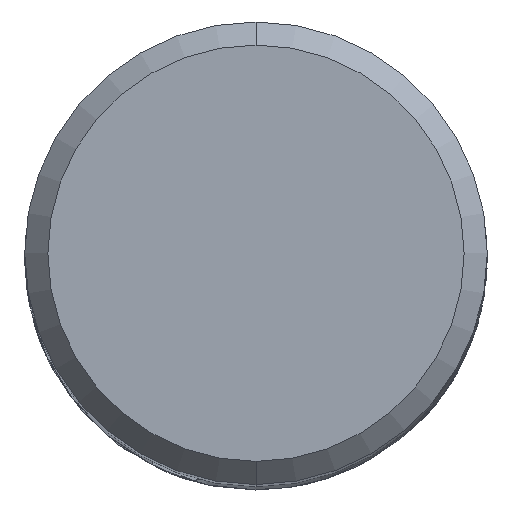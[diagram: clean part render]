
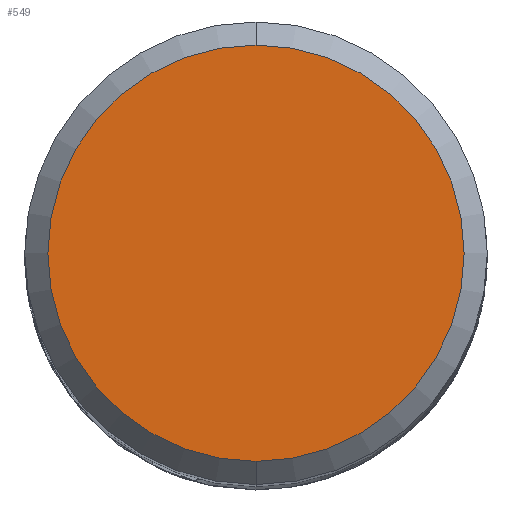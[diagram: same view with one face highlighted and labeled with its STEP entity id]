
A CAD part, top view. The second image highlights one B-rep face of the part: STEP entity #549.
In plain terms, the highlighted planar face has unit normal (0, 0, 1).
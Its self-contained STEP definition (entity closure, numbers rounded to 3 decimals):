
#549=ADVANCED_FACE('',(#1474),#1475,.T.);
#587=EDGE_CURVE('',#991,#943,#1517,.T.);
#943=VERTEX_POINT('',#1901);
#991=VERTEX_POINT('',#1951);
#1231=EDGE_CURVE('',#943,#991,#2214,.T.);
#1474=FACE_OUTER_BOUND('',#3474,.T.);
#1475=PLANE('',#3475);
#1517=CIRCLE('',#3557,9.0);
#1901=CARTESIAN_POINT('',(0.,-9.0,0.0));
#1951=CARTESIAN_POINT('',(0.0,9.0,0.0));
#2214=CIRCLE('',#12236,9.0);
#3474=EDGE_LOOP('',(#13899,#13900));
#3475=AXIS2_PLACEMENT_3D('',#13901,#13902,#13903);
#3557=AXIS2_PLACEMENT_3D('',#13968,#13969,#13970);
#12236=AXIS2_PLACEMENT_3D('',#14623,#14624,#14625);
#13899=ORIENTED_EDGE('',*,*,#587,.F.);
#13900=ORIENTED_EDGE('',*,*,#1231,.F.);
#13901=CARTESIAN_POINT('',(0.0,4.5,0.0));
#13902=DIRECTION('',(-0.0,0.0,1.0));
#13903=DIRECTION('',(0.0,-1.0,0.0));
#13968=CARTESIAN_POINT('',(0.0,0.0,0.0));
#13969=DIRECTION('',(0.0,0.0,-1.0));
#13970=DIRECTION('',(0.0,1.0,0.0));
#14623=CARTESIAN_POINT('',(0.0,0.0,0.0));
#14624=DIRECTION('',(0.0,0.0,-1.0));
#14625=DIRECTION('',(0.0,1.0,0.0));
